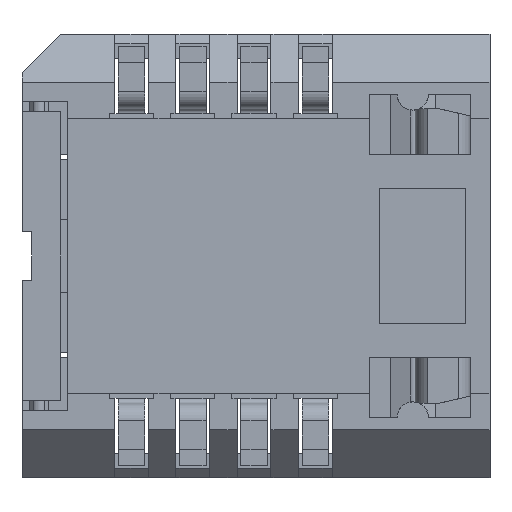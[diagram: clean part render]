
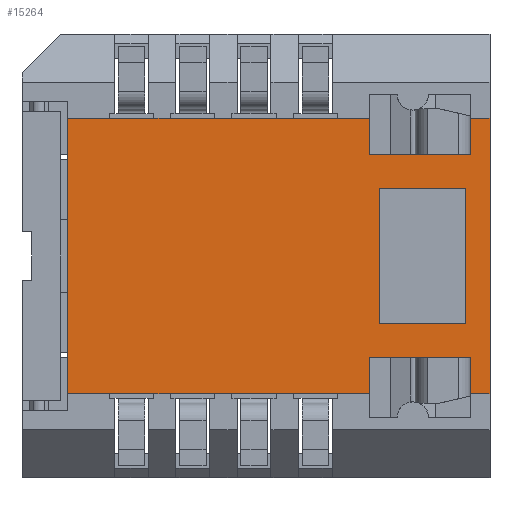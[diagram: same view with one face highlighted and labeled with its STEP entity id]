
A CAD part, front view. The second image highlights one B-rep face of the part: STEP entity #15264.
In plain terms, the highlighted planar face has unit normal (0, -1, 0).
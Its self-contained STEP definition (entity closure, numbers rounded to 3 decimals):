
#2135=DIRECTION('',(-1.,0.,0.));
#2136=VECTOR('',#2135,6.25);
#2137=CARTESIAN_POINT('',(7.2,0.,2.85));
#2138=LINE('',#2137,#2136);
#2271=DIRECTION('',(0.,0.,1.));
#2272=VECTOR('',#2271,0.75);
#2273=CARTESIAN_POINT('',(9.3,0.,2.1));
#2274=LINE('',#2273,#2272);
#2275=DIRECTION('',(-1.,0.,0.));
#2276=VECTOR('',#2275,0.4);
#2277=CARTESIAN_POINT('',(9.7,0.,-2.85));
#2278=LINE('',#2277,#2276);
#2279=DIRECTION('',(0.,0.,1.));
#2280=VECTOR('',#2279,0.75);
#2281=CARTESIAN_POINT('',(9.3,0.,-2.85));
#2282=LINE('',#2281,#2280);
#2283=DIRECTION('',(-1.,0.,0.));
#2284=VECTOR('',#2283,2.1);
#2285=CARTESIAN_POINT('',(9.3,0.,-2.1));
#2286=LINE('',#2285,#2284);
#2287=DIRECTION('',(0.,0.,-1.));
#2288=VECTOR('',#2287,0.75);
#2289=CARTESIAN_POINT('',(7.2,0.,-2.1));
#2290=LINE('',#2289,#2288);
#2291=DIRECTION('',(-1.,0.,0.));
#2292=VECTOR('',#2291,6.25);
#2293=CARTESIAN_POINT('',(7.2,0.,-2.85));
#2294=LINE('',#2293,#2292);
#2295=DIRECTION('',(0.,0.,1.));
#2296=VECTOR('',#2295,5.7);
#2297=CARTESIAN_POINT('',(0.95,0.,-2.85));
#2298=LINE('',#2297,#2296);
#2299=DIRECTION('',(1.,0.,0.));
#2300=VECTOR('',#2299,2.1);
#2301=CARTESIAN_POINT('',(7.2,0.,2.1));
#2302=LINE('',#2301,#2300);
#2359=DIRECTION('',(0.,0.,1.));
#2360=VECTOR('',#2359,0.75);
#2361=CARTESIAN_POINT('',(7.2,0.,2.1));
#2362=LINE('',#2361,#2360);
#7540=DIRECTION('',(0.,0.,1.));
#7541=VECTOR('',#7540,5.7);
#7542=CARTESIAN_POINT('',(9.7,0.,-2.85));
#7543=LINE('',#7542,#7541);
#8769=DIRECTION('',(-1.,0.,0.));
#8770=VECTOR('',#8769,0.4);
#8771=CARTESIAN_POINT('',(9.7,0.,2.85));
#8772=LINE('',#8771,#8770);
#9121=DIRECTION('',(1.,0.,0.));
#9122=VECTOR('',#9121,1.8);
#9123=CARTESIAN_POINT('',(7.4,0.,1.4));
#9124=LINE('',#9123,#9122);
#9129=DIRECTION('',(0.,0.,-1.));
#9130=VECTOR('',#9129,2.8);
#9131=CARTESIAN_POINT('',(9.2,0.,1.4));
#9132=LINE('',#9131,#9130);
#9137=DIRECTION('',(-1.,0.,0.));
#9138=VECTOR('',#9137,1.8);
#9139=CARTESIAN_POINT('',(9.2,0.,-1.4));
#9140=LINE('',#9139,#9138);
#9145=DIRECTION('',(0.,0.,1.));
#9146=VECTOR('',#9145,2.8);
#9147=CARTESIAN_POINT('',(7.4,0.,-1.4));
#9148=LINE('',#9147,#9146);
#10250=CARTESIAN_POINT('',(9.3,0.,2.85));
#10252=VERTEX_POINT('',#10250);
#10255=CARTESIAN_POINT('',(9.7,0.,2.85));
#10256=VERTEX_POINT('',#10255);
#10258=CARTESIAN_POINT('',(0.95,0.,2.85));
#10260=VERTEX_POINT('',#10258);
#10311=CARTESIAN_POINT('',(7.2,0.,2.85));
#10312=VERTEX_POINT('',#10311);
#10323=CARTESIAN_POINT('',(9.3,0.,-2.1));
#10324=VERTEX_POINT('',#10323);
#10325=CARTESIAN_POINT('',(9.3,0.,-2.85));
#10326=VERTEX_POINT('',#10325);
#10345=CARTESIAN_POINT('',(9.3,0.,2.1));
#10346=VERTEX_POINT('',#10345);
#12105=CARTESIAN_POINT('',(9.7,0.,-2.85));
#12106=VERTEX_POINT('',#12105);
#12107=CARTESIAN_POINT('',(0.95,0.,-2.85));
#12108=VERTEX_POINT('',#12107);
#12109=CARTESIAN_POINT('',(7.2,0.,-2.85));
#12110=VERTEX_POINT('',#12109);
#12139=CARTESIAN_POINT('',(7.2,0.,-2.1));
#12140=VERTEX_POINT('',#12139);
#12141=CARTESIAN_POINT('',(7.2,0.,2.1));
#12142=VERTEX_POINT('',#12141);
#12143=CARTESIAN_POINT('',(7.4,0.,1.4));
#12144=CARTESIAN_POINT('',(9.2,0.,1.4));
#12145=VERTEX_POINT('',#12143);
#12146=VERTEX_POINT('',#12144);
#12147=CARTESIAN_POINT('',(7.4,0.,-1.4));
#12148=VERTEX_POINT('',#12147);
#12149=CARTESIAN_POINT('',(9.2,0.,-1.4));
#12150=VERTEX_POINT('',#12149);
#15226=CARTESIAN_POINT('',(0.,0.,4.6));
#15227=DIRECTION('',(0.,-1.,0.));
#15228=DIRECTION('',(0.,0.,-1.));
#15229=AXIS2_PLACEMENT_3D('',#15226,#15227,#15228);
#15230=PLANE('',#15229);
#15232=ORIENTED_EDGE('',*,*,#15231,.T.);
#15234=ORIENTED_EDGE('',*,*,#15233,.F.);
#15236=ORIENTED_EDGE('',*,*,#15235,.F.);
#15238=ORIENTED_EDGE('',*,*,#15237,.T.);
#15240=ORIENTED_EDGE('',*,*,#15239,.T.);
#15242=ORIENTED_EDGE('',*,*,#15241,.T.);
#15244=ORIENTED_EDGE('',*,*,#15243,.T.);
#15245=ORIENTED_EDGE('',*,*,#15157,.T.);
#15246=ORIENTED_EDGE('',*,*,#15146,.T.);
#15247=ORIENTED_EDGE('',*,*,#15115,.F.);
#15249=ORIENTED_EDGE('',*,*,#15248,.F.);
#15251=ORIENTED_EDGE('',*,*,#15250,.T.);
#15252=EDGE_LOOP('',(#15232,#15234,#15236,#15238,#15240,#15242,#15244,#15245,
#15246,#15247,#15249,#15251));
#15253=FACE_OUTER_BOUND('',#15252,.F.);
#15255=ORIENTED_EDGE('',*,*,#15254,.F.);
#15257=ORIENTED_EDGE('',*,*,#15256,.F.);
#15259=ORIENTED_EDGE('',*,*,#15258,.F.);
#15261=ORIENTED_EDGE('',*,*,#15260,.F.);
#15262=EDGE_LOOP('',(#15255,#15257,#15259,#15261));
#15263=FACE_BOUND('',#15262,.F.);
#15264=ADVANCED_FACE('',(#15253,#15263),#15230,.T.);
#15115=EDGE_CURVE('',#10312,#10260,#2138,.T.);
#15146=EDGE_CURVE('',#12108,#10260,#2298,.T.);
#15157=EDGE_CURVE('',#12110,#12108,#2294,.T.);
#15231=EDGE_CURVE('',#10346,#10252,#2274,.T.);
#15233=EDGE_CURVE('',#10256,#10252,#8772,.T.);
#15235=EDGE_CURVE('',#12106,#10256,#7543,.T.);
#15237=EDGE_CURVE('',#12106,#10326,#2278,.T.);
#15239=EDGE_CURVE('',#10326,#10324,#2282,.T.);
#15241=EDGE_CURVE('',#10324,#12140,#2286,.T.);
#15243=EDGE_CURVE('',#12140,#12110,#2290,.T.);
#15248=EDGE_CURVE('',#12142,#10312,#2362,.T.);
#15250=EDGE_CURVE('',#12142,#10346,#2302,.T.);
#15254=EDGE_CURVE('',#12145,#12146,#9124,.T.);
#15256=EDGE_CURVE('',#12148,#12145,#9148,.T.);
#15258=EDGE_CURVE('',#12150,#12148,#9140,.T.);
#15260=EDGE_CURVE('',#12146,#12150,#9132,.T.);
